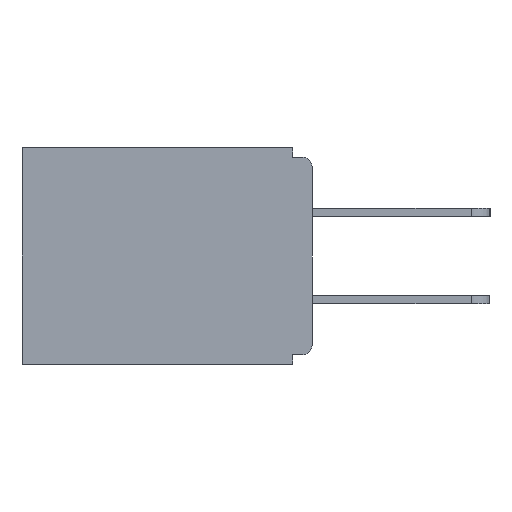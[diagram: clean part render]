
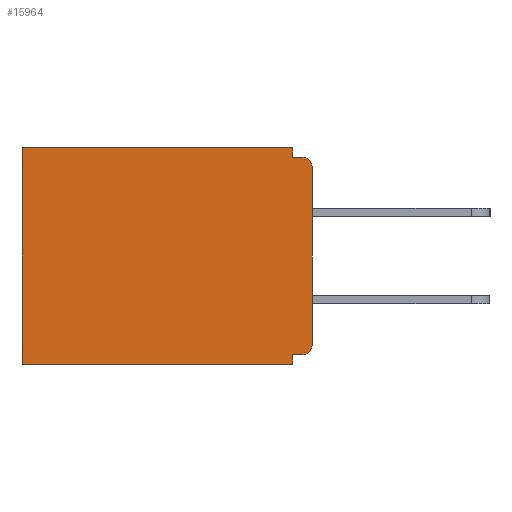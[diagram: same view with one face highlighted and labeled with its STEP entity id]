
A CAD part, left-side view. The second image highlights one B-rep face of the part: STEP entity #15964.
In plain terms, the highlighted planar face has unit normal (-1, 0, 0).
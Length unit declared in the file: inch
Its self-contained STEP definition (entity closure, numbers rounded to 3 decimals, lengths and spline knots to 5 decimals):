
#322 = LINE ( 'NONE', #7371, #5284 ) ;
#362 = CARTESIAN_POINT ( 'NONE',  ( 0.298, 0.031, -0.015 ) ) ;
#804 = LINE ( 'NONE', #22390, #18112 ) ;
#1836 = VERTEX_POINT ( 'NONE', #5163 ) ;
#1874 = DIRECTION ( 'NONE',  ( 1., 0., 0. ) ) ;
#1979 = AXIS2_PLACEMENT_3D ( 'NONE', #3606, #5432, #15584 ) ;
#2005 = CARTESIAN_POINT ( 'NONE',  ( 0.298, 0., -0.03 ) ) ;
#2201 = DIRECTION ( 'NONE',  ( 0., 0., -1. ) ) ;
#2501 = CARTESIAN_POINT ( 'NONE',  ( 0.298, 0., -0.343 ) ) ;
#2677 = EDGE_CURVE ( 'NONE', #15956, #24836, #22021, .T. ) ;
#3606 = CARTESIAN_POINT ( 'NONE',  ( 0.298, 0.015, -0.03 ) ) ;
#4163 = LINE ( 'NONE', #2501, #21127 ) ;
#4539 = EDGE_CURVE ( 'NONE', #1836, #8748, #13813, .T. ) ;
#5021 = ORIENTED_EDGE ( 'NONE', *, *, #4539, .T. ) ;
#5163 = CARTESIAN_POINT ( 'NONE',  ( 0.298, 0.46, 0. ) ) ;
#5284 = VECTOR ( 'NONE', #5332, 39.37008 ) ;
#5332 = DIRECTION ( 'NONE',  ( 0., 0., -1. ) ) ;
#5428 = CARTESIAN_POINT ( 'NONE',  ( 0.298, 0.031, -0.343 ) ) ;
#5432 = DIRECTION ( 'NONE',  ( -1., 0., 0. ) ) ;
#5678 = DIRECTION ( 'NONE',  ( -1., 0., 0. ) ) ;
#6369 = AXIS2_PLACEMENT_3D ( 'NONE', #13789, #5678, #7425 ) ;
#7210 = VERTEX_POINT ( 'NONE', #5428 ) ;
#7371 = CARTESIAN_POINT ( 'NONE',  ( 0.298, 0.031, -0.343 ) ) ;
#7425 = DIRECTION ( 'NONE',  ( 0., 0., -1. ) ) ;
#7572 = VECTOR ( 'NONE', #12841, 39.37008 ) ;
#7597 = CARTESIAN_POINT ( 'NONE',  ( 0.298, 0., 0. ) ) ;
#7847 = ORIENTED_EDGE ( 'NONE', *, *, #8322, .F. ) ;
#7969 = ORIENTED_EDGE ( 'NONE', *, *, #23782, .T. ) ;
#8177 = CARTESIAN_POINT ( 'NONE',  ( 0.298, 0.46, 0. ) ) ;
#8322 = EDGE_CURVE ( 'NONE', #11682, #24836, #15269, .T. ) ;
#8583 = DIRECTION ( 'NONE',  ( 0., 0., -1. ) ) ;
#8748 = VERTEX_POINT ( 'NONE', #19549 ) ;
#8972 = DIRECTION ( 'NONE',  ( 0., -1., 0. ) ) ;
#9308 = VECTOR ( 'NONE', #23486, 39.37008 ) ;
#9336 = EDGE_LOOP ( 'NONE', ( #7969, #24013, #17245, #23137, #5021, #19533, #13434, #9906, #10141, #7847 ) ) ;
#9707 = VERTEX_POINT ( 'NONE', #9901 ) ;
#9901 = CARTESIAN_POINT ( 'NONE',  ( 0.298, 0.015, -0.015 ) ) ;
#9906 = ORIENTED_EDGE ( 'NONE', *, *, #18679, .F. ) ;
#10012 = VECTOR ( 'NONE', #8972, 39.37008 ) ;
#10141 = ORIENTED_EDGE ( 'NONE', *, *, #2677, .T. ) ;
#10242 = AXIS2_PLACEMENT_3D ( 'NONE', #7597, #1874, #12008 ) ;
#11682 = VERTEX_POINT ( 'NONE', #2005 ) ;
#11940 = CIRCLE ( 'NONE', #1979, 0.015 ) ;
#12008 = DIRECTION ( 'NONE',  ( 0., 0., -1. ) ) ;
#12015 = FACE_OUTER_BOUND ( 'NONE', #9336, .T. ) ;
#12442 = CARTESIAN_POINT ( 'NONE',  ( 0.298, 0., -0.313 ) ) ;
#12831 = EDGE_CURVE ( 'NONE', #14411, #7210, #804, .T. ) ;
#12841 = DIRECTION ( 'NONE',  ( 0., 1., 0. ) ) ;
#13434 = ORIENTED_EDGE ( 'NONE', *, *, #12831, .F. ) ;
#13671 = VERTEX_POINT ( 'NONE', #362 ) ;
#13789 = CARTESIAN_POINT ( 'NONE',  ( 0.298, 0.015, -0.313 ) ) ;
#13813 = LINE ( 'NONE', #8177, #21309 ) ;
#14411 = VERTEX_POINT ( 'NONE', #18765 ) ;
#14427 = LINE ( 'NONE', #23377, #10012 ) ;
#15057 = CARTESIAN_POINT ( 'NONE',  ( 0.298, 0., 0. ) ) ;
#15269 = LINE ( 'NONE', #23999, #15909 ) ;
#15584 = DIRECTION ( 'NONE',  ( 0., 0., -1. ) ) ;
#15909 = VECTOR ( 'NONE', #16031, 39.37008 ) ;
#15956 = VERTEX_POINT ( 'NONE', #17791 ) ;
#15964 = ADVANCED_FACE ( 'NONE', ( #12015 ), #21909, .F. ) ;
#16031 = DIRECTION ( 'NONE',  ( 0., 0., -1. ) ) ;
#16267 = LINE ( 'NONE', #25501, #9308 ) ;
#17245 = ORIENTED_EDGE ( 'NONE', *, *, #23662, .F. ) ;
#17791 = CARTESIAN_POINT ( 'NONE',  ( 0.298, 0.015, -0.328 ) ) ;
#18112 = VECTOR ( 'NONE', #8583, 39.37008 ) ;
#18145 = EDGE_CURVE ( 'NONE', #13671, #9707, #14427, .T. ) ;
#18679 = EDGE_CURVE ( 'NONE', #15956, #14411, #16267, .T. ) ;
#18765 = CARTESIAN_POINT ( 'NONE',  ( 0.298, 0.031, -0.328 ) ) ;
#18887 = LINE ( 'NONE', #15057, #7572 ) ;
#19533 = ORIENTED_EDGE ( 'NONE', *, *, #21144, .F. ) ;
#19549 = CARTESIAN_POINT ( 'NONE',  ( 0.298, 0.46, -0.343 ) ) ;
#21127 = VECTOR ( 'NONE', #24551, 39.37008 ) ;
#21144 = EDGE_CURVE ( 'NONE', #7210, #8748, #4163, .T. ) ;
#21309 = VECTOR ( 'NONE', #2201, 39.37008 ) ;
#21904 = EDGE_CURVE ( 'NONE', #24887, #1836, #18887, .T. ) ;
#21909 = PLANE ( 'NONE',  #10242 ) ;
#22021 = CIRCLE ( 'NONE', #6369, 0.015 ) ;
#22390 = CARTESIAN_POINT ( 'NONE',  ( 0.298, 0.031, -0.343 ) ) ;
#23137 = ORIENTED_EDGE ( 'NONE', *, *, #21904, .T. ) ;
#23377 = CARTESIAN_POINT ( 'NONE',  ( 0.298, 0., -0.015 ) ) ;
#23486 = DIRECTION ( 'NONE',  ( 0., 1., 0. ) ) ;
#23662 = EDGE_CURVE ( 'NONE', #24887, #13671, #322, .T. ) ;
#23782 = EDGE_CURVE ( 'NONE', #11682, #9707, #11940, .T. ) ;
#23999 = CARTESIAN_POINT ( 'NONE',  ( 0.298, 0., 0. ) ) ;
#24013 = ORIENTED_EDGE ( 'NONE', *, *, #18145, .F. ) ;
#24551 = DIRECTION ( 'NONE',  ( 0., 1., 0. ) ) ;
#24836 = VERTEX_POINT ( 'NONE', #12442 ) ;
#24887 = VERTEX_POINT ( 'NONE', #25128 ) ;
#25128 = CARTESIAN_POINT ( 'NONE',  ( 0.298, 0.031, 0. ) ) ;
#25501 = CARTESIAN_POINT ( 'NONE',  ( 0.298, 0., -0.328 ) ) ;
